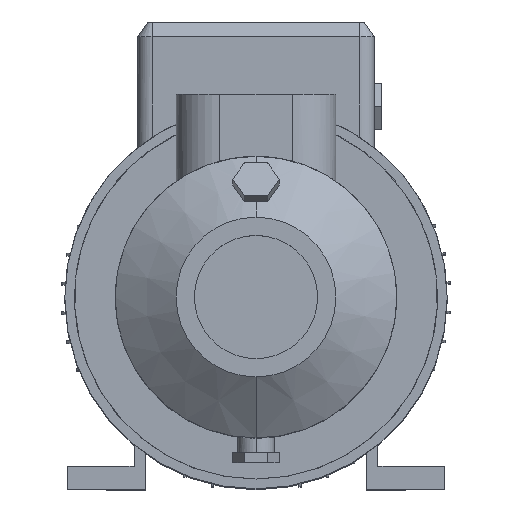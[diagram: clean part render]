
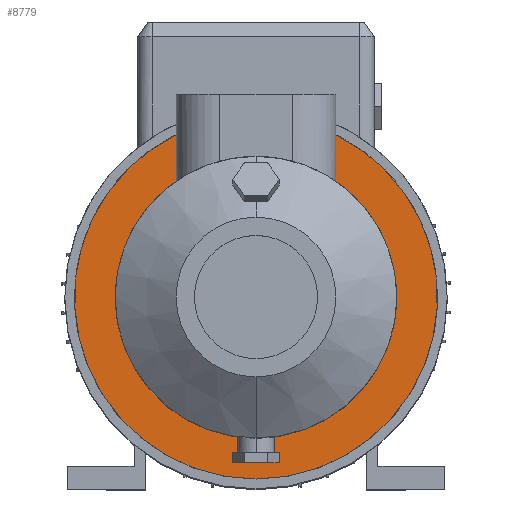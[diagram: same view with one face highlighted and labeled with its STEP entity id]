
A CAD part, top view. The second image highlights one B-rep face of the part: STEP entity #8779.
In plain terms, the highlighted planar face has unit normal (0, 0, 1).
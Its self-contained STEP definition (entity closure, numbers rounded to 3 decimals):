
#190 = ORIENTED_EDGE ( 'NONE', *, *, #9186, .T. ) ;
#383 = CARTESIAN_POINT ( 'NONE',  ( 0., 0., -58. ) ) ;
#509 = PLANE ( 'NONE',  #11065 ) ;
#648 = AXIS2_PLACEMENT_3D ( 'NONE', #4585, #5453, #6247 ) ;
#975 = ORIENTED_EDGE ( 'NONE', *, *, #2537, .T. ) ;
#1076 = CARTESIAN_POINT ( 'NONE',  ( -55., 112.25, -58. ) ) ;
#1548 = EDGE_LOOP ( 'NONE', ( #1733, #2863, #190, #2437, #975, #7072 ) ) ;
#1575 = AXIS2_PLACEMENT_3D ( 'NONE', #6492, #3690, #10008 ) ;
#1612 = EDGE_CURVE ( 'NONE', #10472, #1715, #5164, .T. ) ;
#1715 = VERTEX_POINT ( 'NONE', #11169 ) ;
#1733 = ORIENTED_EDGE ( 'NONE', *, *, #1612, .F. ) ;
#1854 = AXIS2_PLACEMENT_3D ( 'NONE', #11055, #2340, #3200 ) ;
#2066 = DIRECTION ( 'NONE',  ( 0., 0., 1. ) ) ;
#2340 = DIRECTION ( 'NONE',  ( 0., 0., -1. ) ) ;
#2437 = ORIENTED_EDGE ( 'NONE', *, *, #10941, .T. ) ;
#2537 = EDGE_CURVE ( 'NONE', #3770, #2881, #3911, .T. ) ;
#2556 = CARTESIAN_POINT ( 'NONE',  ( 0., -97., -58. ) ) ;
#2584 = CARTESIAN_POINT ( 'NONE',  ( 55., 79.9, -58. ) ) ;
#2863 = ORIENTED_EDGE ( 'NONE', *, *, #10427, .F. ) ;
#2881 = VERTEX_POINT ( 'NONE', #1076 ) ;
#2893 = VERTEX_POINT ( 'NONE', #2584 ) ;
#3047 = CIRCLE ( 'NONE', #3231, 97. ) ;
#3200 = DIRECTION ( 'NONE',  ( 0., 1., 0. ) ) ;
#3231 = AXIS2_PLACEMENT_3D ( 'NONE', #383, #10984, #3945 ) ;
#3370 = CARTESIAN_POINT ( 'NONE',  ( 55., -131.702, -58. ) ) ;
#3690 = DIRECTION ( 'NONE',  ( 0., 0., -1. ) ) ;
#3770 = VERTEX_POINT ( 'NONE', #6490 ) ;
#3911 = LINE ( 'NONE', #8225, #8472 ) ;
#3945 = DIRECTION ( 'NONE',  ( 0., 1., 0. ) ) ;
#4585 = CARTESIAN_POINT ( 'NONE',  ( 0., 0., -58. ) ) ;
#4731 = CARTESIAN_POINT ( 'NONE',  ( 55., 112.25, -58. ) ) ;
#5164 = CIRCLE ( 'NONE', #1854, 125. ) ;
#5453 = DIRECTION ( 'NONE',  ( 0., 0., -1. ) ) ;
#5630 = CIRCLE ( 'NONE', #648, 125. ) ;
#5730 = FACE_OUTER_BOUND ( 'NONE', #1548, .T. ) ;
#5795 = CIRCLE ( 'NONE', #1575, 97. ) ;
#6247 = DIRECTION ( 'NONE',  ( 0., 1., 0. ) ) ;
#6490 = CARTESIAN_POINT ( 'NONE',  ( -55., 79.9, -58. ) ) ;
#6492 = CARTESIAN_POINT ( 'NONE',  ( 0., 0., -58. ) ) ;
#6706 = VECTOR ( 'NONE', #10374, 1000. ) ;
#7072 = ORIENTED_EDGE ( 'NONE', *, *, #10172, .F. ) ;
#8215 = DIRECTION ( 'NONE',  ( 0., -1., 0. ) ) ;
#8225 = CARTESIAN_POINT ( 'NONE',  ( -55., -131.702, -58. ) ) ;
#8472 = VECTOR ( 'NONE', #9857, 1000. ) ;
#8779 = ADVANCED_FACE ( 'NONE', ( #5730 ), #509, .T. ) ;
#9186 = EDGE_CURVE ( 'NONE', #2893, #9239, #3047, .T. ) ;
#9239 = VERTEX_POINT ( 'NONE', #2556 ) ;
#9857 = DIRECTION ( 'NONE',  ( 0., 1., 0. ) ) ;
#10008 = DIRECTION ( 'NONE',  ( 0., 1., 0. ) ) ;
#10057 = CARTESIAN_POINT ( 'NONE',  ( 0., 97., -58. ) ) ;
#10172 = EDGE_CURVE ( 'NONE', #1715, #2881, #5630, .T. ) ;
#10374 = DIRECTION ( 'NONE',  ( 0., 1., 0. ) ) ;
#10427 = EDGE_CURVE ( 'NONE', #2893, #10472, #11219, .T. ) ;
#10472 = VERTEX_POINT ( 'NONE', #4731 ) ;
#10941 = EDGE_CURVE ( 'NONE', #9239, #3770, #5795, .T. ) ;
#10984 = DIRECTION ( 'NONE',  ( 0., 0., -1. ) ) ;
#11055 = CARTESIAN_POINT ( 'NONE',  ( 0., 0., -58. ) ) ;
#11065 = AXIS2_PLACEMENT_3D ( 'NONE', #10057, #2066, #8215 ) ;
#11169 = CARTESIAN_POINT ( 'NONE',  ( 0., -125., -58. ) ) ;
#11219 = LINE ( 'NONE', #3370, #6706 ) ;
